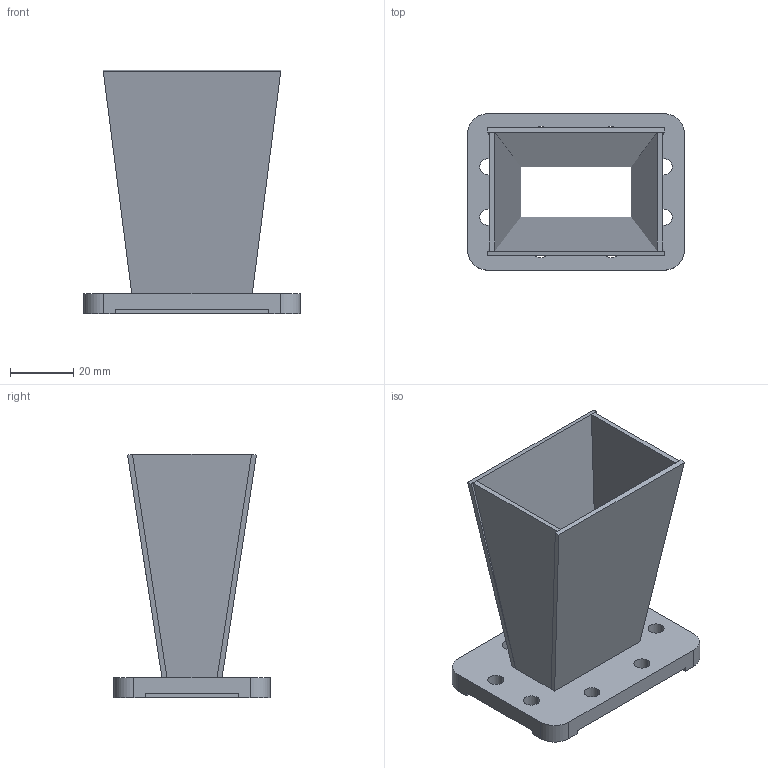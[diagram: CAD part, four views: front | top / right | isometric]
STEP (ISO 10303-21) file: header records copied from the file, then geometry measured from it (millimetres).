
FILE_DESCRIPTION (( 'STEP AP203' ), '1' );
FILE_NAME ('FM9859B-10-CPRG_3D.STEP', '2022-12-02T10:03:58', ( '' ), ( '' ), 'SwSTEP 2.0', 'SolidWorks 2022', '' );
FILE_SCHEMA (( 'CONFIG_CONTROL_DESIGN' ));
Length unit declared in the file: inch
Products named in the file (1): FM9859B-10-CPRG_3D
Bounding box: 68.33 x 49.28 x 76.71 mm (x, y, z)
Volume: 31842.3 mm3; surface area: 30758.3 mm2
Topology: 5 solids, 5 shells, 85 faces, 216 edges, 144 vertices
Faces by surface type: plane 65, cylinder 20
Entity records: 2669 total; most frequent: CARTESIAN_POINT 482, ORIENTED_EDGE 432, DIRECTION 416, EDGE_CURVE 216, VECTOR 164, LINE 164, VERTEX_POINT 144, AXIS2_PLACEMENT_3D 126
